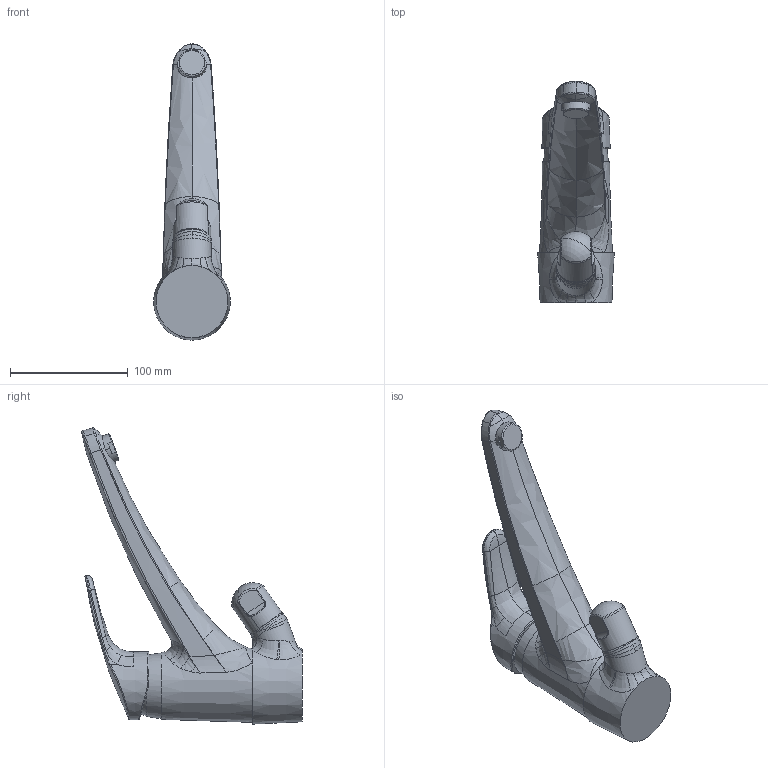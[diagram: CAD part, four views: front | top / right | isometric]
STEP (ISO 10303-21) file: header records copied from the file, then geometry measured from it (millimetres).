
FILE_DESCRIPTION (( 'STEP AP203' ), '1' );
FILE_NAME ('01152283.STEP', '2018-03-15T05:58:30', ( '' ), ( '' ), 'SwSTEP 2.0', 'SolidWorks 2016', '' );
FILE_SCHEMA (( 'CONFIG_CONTROL_DESIGN' ));
Length unit declared in the file: millimetre
Products named in the file (1): 01152283
Bounding box: 64.95 x 187.35 x 251.3 mm (x, y, z)
Volume: 730658.6 mm3; surface area: 69685.7 mm2
Topology: 1 solids, 1 shells, 196 faces, 495 edges, 295 vertices
Faces by surface type: bspline 148, cylinder 19, plane 13, cone 8, torus 6, sphere 2
Entity records: 22367 total; most frequent: CARTESIAN_POINT 18877, ORIENTED_EDGE 970, EDGE_CURVE 485, B_SPLINE_CURVE_WITH_KNOTS 374, VERTEX_POINT 295, DIRECTION 263, EDGE_LOOP 200, ADVANCED_FACE 196
